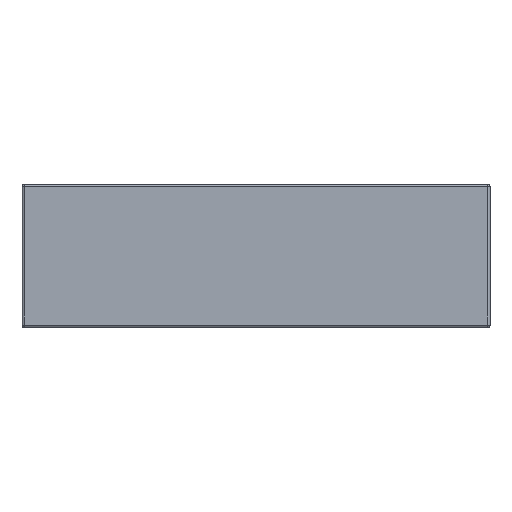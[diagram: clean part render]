
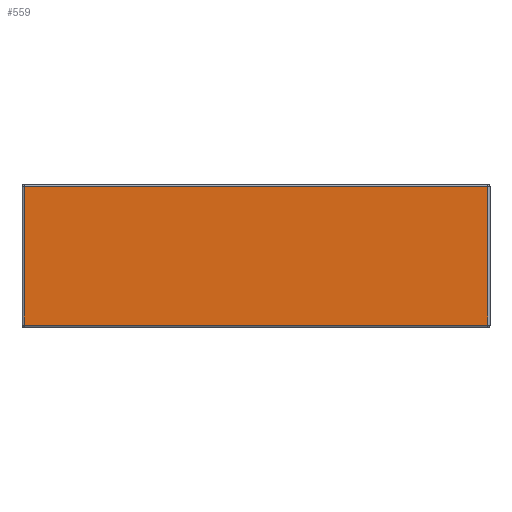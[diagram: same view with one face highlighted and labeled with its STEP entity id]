
A CAD part, top view. The second image highlights one B-rep face of the part: STEP entity #559.
In plain terms, the highlighted planar face has unit normal (0, 0, 1).
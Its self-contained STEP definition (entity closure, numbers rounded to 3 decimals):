
#559 = ADVANCED_FACE( '', ( #1237 ), #1238, .T. );
#1237 = FACE_OUTER_BOUND( '', #2056, .T. );
#1238 = PLANE( '', #2057 );
#2056 = EDGE_LOOP( '', ( #4078, #4079, #4080, #4081 ) );
#2057 = AXIS2_PLACEMENT_3D( '', #4082, #4083, #4084 );
#4078 = ORIENTED_EDGE( '', *, *, #5134, .T. );
#4079 = ORIENTED_EDGE( '', *, *, #5726, .T. );
#4080 = ORIENTED_EDGE( '', *, *, #5236, .T. );
#4081 = ORIENTED_EDGE( '', *, *, #5139, .T. );
#4082 = CARTESIAN_POINT( '', ( -9.8, -3., 4.845 ) );
#4083 = DIRECTION( '', ( 0., 0., 1. ) );
#4084 = DIRECTION( '', ( 1., 0., 0. ) );
#5134 = EDGE_CURVE( '', #6048, #6053, #6055, .T. );
#5139 = EDGE_CURVE( '', #6057, #6048, #6063, .T. );
#5236 = EDGE_CURVE( '', #6233, #6057, #6234, .T. );
#5726 = EDGE_CURVE( '', #6053, #6233, #7000, .T. );
#6048 = VERTEX_POINT( '', #7491 );
#6053 = VERTEX_POINT( '', #7497 );
#6055 = LINE( '', #7499, #7500 );
#6057 = VERTEX_POINT( '', #7502 );
#6063 = LINE( '', #7509, #7510 );
#6233 = VERTEX_POINT( '', #7922 );
#6234 = LINE( '', #7923, #7924 );
#7000 = LINE( '', #9869, #9870 );
#7491 = CARTESIAN_POINT( '', ( 9.7, -2.9, 4.845 ) );
#7497 = CARTESIAN_POINT( '', ( 9.7, 2.9, 4.845 ) );
#7499 = CARTESIAN_POINT( '', ( 9.7, 3., 4.845 ) );
#7500 = VECTOR( '', #10418, 1000. );
#7502 = CARTESIAN_POINT( '', ( -9.7, -2.9, 4.845 ) );
#7509 = CARTESIAN_POINT( '', ( 9.8, -2.9, 4.845 ) );
#7510 = VECTOR( '', #10426, 1000. );
#7922 = CARTESIAN_POINT( '', ( -9.7, 2.9, 4.845 ) );
#7923 = CARTESIAN_POINT( '', ( -9.7, -3., 4.845 ) );
#7924 = VECTOR( '', #10464, 1000. );
#9869 = CARTESIAN_POINT( '', ( -9.8, 2.9, 4.845 ) );
#9870 = VECTOR( '', #10634, 1000. );
#10418 = DIRECTION( '', ( 0., 1., 0. ) );
#10426 = DIRECTION( '', ( 1., 0., 0. ) );
#10464 = DIRECTION( '', ( 0., -1., 0. ) );
#10634 = DIRECTION( '', ( -1., 0., 0. ) );
